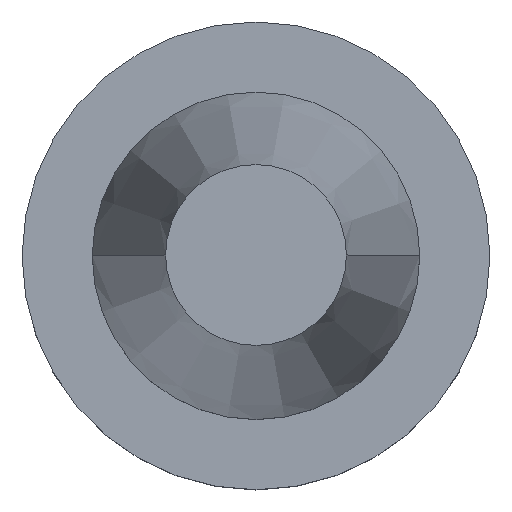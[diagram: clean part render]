
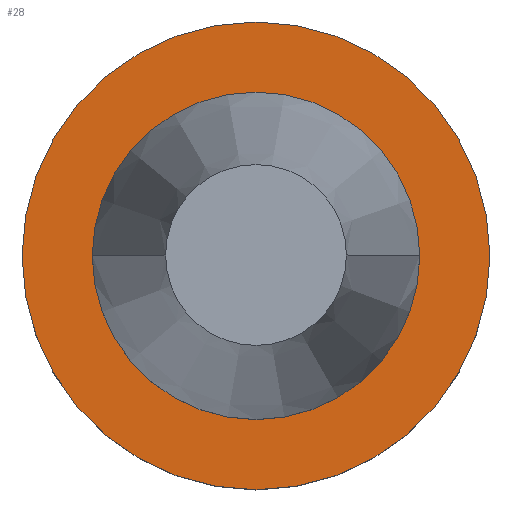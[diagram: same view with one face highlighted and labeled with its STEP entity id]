
A CAD part, top view. The second image highlights one B-rep face of the part: STEP entity #28.
In plain terms, the highlighted planar face has unit normal (0, 0, 1).
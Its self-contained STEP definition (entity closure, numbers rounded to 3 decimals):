
#24 = AXIS2_PLACEMENT_3D ( 'NONE', #737, #138, #605 ) ;
#28 = ADVANCED_FACE ( 'NONE', ( #303, #548 ), #670, .F. ) ;
#54 = DIRECTION ( 'NONE',  ( 1., 0., 0. ) ) ;
#59 = EDGE_CURVE ( 'NONE', #576, #534, #530, .T. ) ;
#100 = EDGE_LOOP ( 'NONE', ( #699, #278 ) ) ;
#109 = AXIS2_PLACEMENT_3D ( 'NONE', #726, #434, #196 ) ;
#138 = DIRECTION ( 'NONE',  ( 0., 0., 1. ) ) ;
#187 = CARTESIAN_POINT ( 'NONE',  ( 0., 0., -3.175 ) ) ;
#196 = DIRECTION ( 'NONE',  ( -1., 0., 0. ) ) ;
#198 = CIRCLE ( 'NONE', #347, 31.75 ) ;
#222 = CARTESIAN_POINT ( 'NONE',  ( -22.225, 0., -3.175 ) ) ;
#252 = DIRECTION ( 'NONE',  ( 0., 0., 1. ) ) ;
#273 = ORIENTED_EDGE ( 'NONE', *, *, #363, .F. ) ;
#278 = ORIENTED_EDGE ( 'NONE', *, *, #672, .T. ) ;
#284 = EDGE_LOOP ( 'NONE', ( #273, #583 ) ) ;
#303 = FACE_BOUND ( 'NONE', #284, .T. ) ;
#320 = DIRECTION ( 'NONE',  ( 1., 0., 0. ) ) ;
#330 = CIRCLE ( 'NONE', #741, 31.75 ) ;
#340 = VERTEX_POINT ( 'NONE', #561 ) ;
#347 = AXIS2_PLACEMENT_3D ( 'NONE', #441, #429, #485 ) ;
#363 = EDGE_CURVE ( 'NONE', #534, #576, #669, .T. ) ;
#429 = DIRECTION ( 'NONE',  ( 0., 0., 1. ) ) ;
#434 = DIRECTION ( 'NONE',  ( 0., 0., -1. ) ) ;
#441 = CARTESIAN_POINT ( 'NONE',  ( 0., 0., -3.175 ) ) ;
#485 = DIRECTION ( 'NONE',  ( 1., 0., 0. ) ) ;
#500 = VERTEX_POINT ( 'NONE', #518 ) ;
#514 = AXIS2_PLACEMENT_3D ( 'NONE', #187, #252, #320 ) ;
#518 = CARTESIAN_POINT ( 'NONE',  ( 31.75, 0., -3.175 ) ) ;
#530 = CIRCLE ( 'NONE', #514, 22.225 ) ;
#534 = VERTEX_POINT ( 'NONE', #646 ) ;
#548 = FACE_OUTER_BOUND ( 'NONE', #100, .T. ) ;
#561 = CARTESIAN_POINT ( 'NONE',  ( -31.75, 0., -3.175 ) ) ;
#576 = VERTEX_POINT ( 'NONE', #222 ) ;
#583 = ORIENTED_EDGE ( 'NONE', *, *, #59, .F. ) ;
#605 = DIRECTION ( 'NONE',  ( 1., 0., 0. ) ) ;
#646 = CARTESIAN_POINT ( 'NONE',  ( 22.225, 0., -3.175 ) ) ;
#669 = CIRCLE ( 'NONE', #24, 22.225 ) ;
#670 = PLANE ( 'NONE',  #109 ) ;
#672 = EDGE_CURVE ( 'NONE', #340, #500, #330, .T. ) ;
#677 = DIRECTION ( 'NONE',  ( 0., 0., 1. ) ) ;
#699 = ORIENTED_EDGE ( 'NONE', *, *, #722, .T. ) ;
#722 = EDGE_CURVE ( 'NONE', #500, #340, #198, .T. ) ;
#726 = CARTESIAN_POINT ( 'NONE',  ( 0., 31.75, -3.175 ) ) ;
#731 = CARTESIAN_POINT ( 'NONE',  ( 0., 0., -3.175 ) ) ;
#737 = CARTESIAN_POINT ( 'NONE',  ( 0., 0., -3.175 ) ) ;
#741 = AXIS2_PLACEMENT_3D ( 'NONE', #731, #677, #54 ) ;
